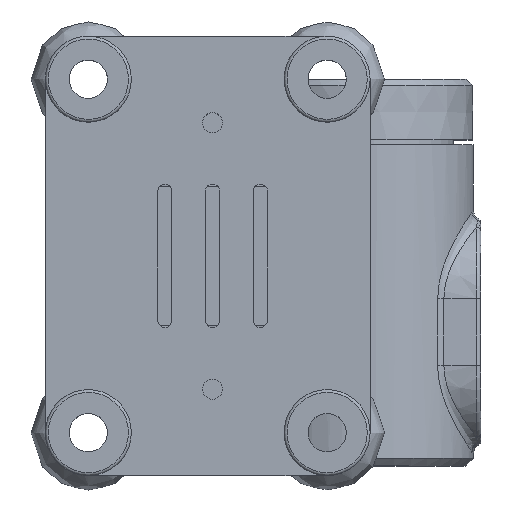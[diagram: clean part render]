
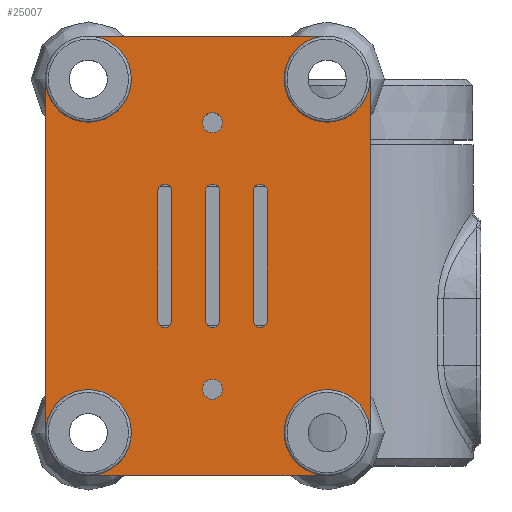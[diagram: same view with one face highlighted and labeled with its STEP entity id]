
A CAD part, top view. The second image highlights one B-rep face of the part: STEP entity #25007.
In plain terms, the highlighted planar face has unit normal (0, 0, 1).
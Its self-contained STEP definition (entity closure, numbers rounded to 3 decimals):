
#5115=LINE('',#89391,#10248);
#5116=LINE('',#89396,#10249);
#5117=LINE('',#89399,#10250);
#5118=LINE('',#89404,#10251);
#5119=LINE('',#89408,#10252);
#5120=LINE('',#89412,#10253);
#5121=LINE('',#89417,#10254);
#5122=LINE('',#89422,#10255);
#5123=LINE('',#89425,#10256);
#5124=LINE('',#89430,#10257);
#10248=VECTOR('',#72523,1.);
#10249=VECTOR('',#72526,1.);
#10250=VECTOR('',#72529,1.);
#10251=VECTOR('',#72532,1.);
#10252=VECTOR('',#72535,1.);
#10253=VECTOR('',#72538,1.);
#10254=VECTOR('',#72543,1.);
#10255=VECTOR('',#72546,1.);
#10256=VECTOR('',#72549,1.);
#10257=VECTOR('',#72552,1.);
#23171=PLANE('',#65906);
#25007=ADVANCED_FACE('',(#28177,#28178,#28179,#28180,#28181,#28182,#28183,
#28184,#28185,#28186),#23171,.T.);
#28177=FACE_BOUND('',#29182,.T.);
#28178=FACE_BOUND('',#29183,.T.);
#28179=FACE_BOUND('',#29184,.T.);
#28180=FACE_BOUND('',#29185,.T.);
#28181=FACE_BOUND('',#29186,.T.);
#28182=FACE_BOUND('',#29187,.T.);
#28183=FACE_BOUND('',#29188,.T.);
#28184=FACE_BOUND('',#29189,.T.);
#28185=FACE_BOUND('',#29190,.T.);
#28186=FACE_BOUND('',#29191,.T.);
#29182=EDGE_LOOP('',(#33668));
#29183=EDGE_LOOP('',(#33669));
#29184=EDGE_LOOP('',(#33670));
#29185=EDGE_LOOP('',(#33671));
#29186=EDGE_LOOP('',(#33672));
#29187=EDGE_LOOP('',(#33673,#33674,#33675,#33676));
#29188=EDGE_LOOP('',(#33677,#33678,#33679,#33680,#33681,#33682,#33683,#33684));
#29189=EDGE_LOOP('',(#33685));
#29190=EDGE_LOOP('',(#33686,#33687,#33688,#33689));
#29191=EDGE_LOOP('',(#33690,#33691,#33692,#33693));
#33668=ORIENTED_EDGE('',*,*,#55219,.F.);
#33669=ORIENTED_EDGE('',*,*,#55220,.F.);
#33670=ORIENTED_EDGE('',*,*,#55221,.T.);
#33671=ORIENTED_EDGE('',*,*,#55222,.T.);
#33672=ORIENTED_EDGE('',*,*,#55223,.T.);
#33673=ORIENTED_EDGE('',*,*,#55224,.F.);
#33674=ORIENTED_EDGE('',*,*,#55225,.F.);
#33675=ORIENTED_EDGE('',*,*,#55226,.F.);
#33676=ORIENTED_EDGE('',*,*,#55227,.F.);
#33677=ORIENTED_EDGE('',*,*,#55228,.T.);
#33678=ORIENTED_EDGE('',*,*,#55229,.T.);
#33679=ORIENTED_EDGE('',*,*,#55230,.T.);
#33680=ORIENTED_EDGE('',*,*,#55231,.T.);
#33681=ORIENTED_EDGE('',*,*,#55232,.T.);
#33682=ORIENTED_EDGE('',*,*,#55233,.T.);
#33683=ORIENTED_EDGE('',*,*,#55234,.T.);
#33684=ORIENTED_EDGE('',*,*,#55235,.T.);
#33685=ORIENTED_EDGE('',*,*,#55236,.F.);
#33686=ORIENTED_EDGE('',*,*,#55237,.F.);
#33687=ORIENTED_EDGE('',*,*,#55238,.F.);
#33688=ORIENTED_EDGE('',*,*,#55239,.F.);
#33689=ORIENTED_EDGE('',*,*,#55240,.F.);
#33690=ORIENTED_EDGE('',*,*,#55241,.F.);
#33691=ORIENTED_EDGE('',*,*,#55242,.F.);
#33692=ORIENTED_EDGE('',*,*,#55243,.F.);
#33693=ORIENTED_EDGE('',*,*,#55244,.F.);
#49488=VERTEX_POINT('',#89382);
#49489=VERTEX_POINT('',#89384);
#49490=VERTEX_POINT('',#89386);
#49491=VERTEX_POINT('',#89388);
#49492=VERTEX_POINT('',#89390);
#49493=VERTEX_POINT('',#89392);
#49494=VERTEX_POINT('',#89393);
#49495=VERTEX_POINT('',#89395);
#49496=VERTEX_POINT('',#89397);
#49497=VERTEX_POINT('',#89400);
#49498=VERTEX_POINT('',#89401);
#49499=VERTEX_POINT('',#89403);
#49500=VERTEX_POINT('',#89405);
#49501=VERTEX_POINT('',#89407);
#49502=VERTEX_POINT('',#89409);
#49503=VERTEX_POINT('',#89411);
#49504=VERTEX_POINT('',#89413);
#49505=VERTEX_POINT('',#89416);
#49506=VERTEX_POINT('',#89418);
#49507=VERTEX_POINT('',#89419);
#49508=VERTEX_POINT('',#89421);
#49509=VERTEX_POINT('',#89423);
#49510=VERTEX_POINT('',#89426);
#49511=VERTEX_POINT('',#89427);
#49512=VERTEX_POINT('',#89429);
#49513=VERTEX_POINT('',#89431);
#55219=EDGE_CURVE('',#49488,#49488,#62995,.T.);
#55220=EDGE_CURVE('',#49489,#49489,#62996,.T.);
#55221=EDGE_CURVE('',#49490,#49490,#62997,.T.);
#55222=EDGE_CURVE('',#49491,#49491,#62998,.T.);
#55223=EDGE_CURVE('',#49492,#49492,#62999,.T.);
#55224=EDGE_CURVE('',#49493,#49494,#5115,.T.);
#55225=EDGE_CURVE('',#49495,#49493,#63000,.T.);
#55226=EDGE_CURVE('',#49496,#49495,#5116,.T.);
#55227=EDGE_CURVE('',#49494,#49496,#63001,.T.);
#55228=EDGE_CURVE('',#49497,#49498,#5117,.T.);
#55229=EDGE_CURVE('',#49498,#49499,#63002,.T.);
#55230=EDGE_CURVE('',#49499,#49500,#5118,.T.);
#55231=EDGE_CURVE('',#49500,#49501,#63003,.T.);
#55232=EDGE_CURVE('',#49501,#49502,#5119,.T.);
#55233=EDGE_CURVE('',#49502,#49503,#63004,.T.);
#55234=EDGE_CURVE('',#49503,#49504,#5120,.T.);
#55235=EDGE_CURVE('',#49504,#49497,#63005,.T.);
#55236=EDGE_CURVE('',#49505,#49505,#63006,.T.);
#55237=EDGE_CURVE('',#49506,#49507,#5121,.T.);
#55238=EDGE_CURVE('',#49508,#49506,#63007,.T.);
#55239=EDGE_CURVE('',#49509,#49508,#5122,.T.);
#55240=EDGE_CURVE('',#49507,#49509,#63008,.T.);
#55241=EDGE_CURVE('',#49510,#49511,#5123,.T.);
#55242=EDGE_CURVE('',#49512,#49510,#63009,.T.);
#55243=EDGE_CURVE('',#49513,#49512,#5124,.T.);
#55244=EDGE_CURVE('',#49511,#49513,#63010,.T.);
#62995=CIRCLE('',#65890,3.);
#62996=CIRCLE('',#65891,3.);
#62997=CIRCLE('',#65892,3.);
#62998=CIRCLE('',#65893,3.);
#62999=CIRCLE('',#65894,1.05);
#63000=CIRCLE('',#65895,0.75);
#63001=CIRCLE('',#65896,0.75);
#63002=CIRCLE('',#65897,4.5);
#63003=CIRCLE('',#65898,4.5);
#63004=CIRCLE('',#65899,4.5);
#63005=CIRCLE('',#65900,4.5);
#63006=CIRCLE('',#65901,1.05);
#63007=CIRCLE('',#65902,0.75);
#63008=CIRCLE('',#65903,0.75);
#63009=CIRCLE('',#65904,0.75);
#63010=CIRCLE('',#65905,0.75);
#65890=AXIS2_PLACEMENT_3D('',#89381,#72513,#72514);
#65891=AXIS2_PLACEMENT_3D('',#89383,#72515,#72516);
#65892=AXIS2_PLACEMENT_3D('',#89385,#72517,#72518);
#65893=AXIS2_PLACEMENT_3D('',#89387,#72519,#72520);
#65894=AXIS2_PLACEMENT_3D('',#89389,#72521,#72522);
#65895=AXIS2_PLACEMENT_3D('',#89394,#72524,#72525);
#65896=AXIS2_PLACEMENT_3D('',#89398,#72527,#72528);
#65897=AXIS2_PLACEMENT_3D('',#89402,#72530,#72531);
#65898=AXIS2_PLACEMENT_3D('',#89406,#72533,#72534);
#65899=AXIS2_PLACEMENT_3D('',#89410,#72536,#72537);
#65900=AXIS2_PLACEMENT_3D('',#89414,#72539,#72540);
#65901=AXIS2_PLACEMENT_3D('',#89415,#72541,#72542);
#65902=AXIS2_PLACEMENT_3D('',#89420,#72544,#72545);
#65903=AXIS2_PLACEMENT_3D('',#89424,#72547,#72548);
#65904=AXIS2_PLACEMENT_3D('',#89428,#72550,#72551);
#65905=AXIS2_PLACEMENT_3D('',#89432,#72553,#72554);
#65906=AXIS2_PLACEMENT_3D('',#89433,#72555,#72556);
#72513=DIRECTION('',(0.,0.,1.));
#72514=DIRECTION('',(1.,0.,0.));
#72515=DIRECTION('',(0.,0.,1.));
#72516=DIRECTION('',(1.,0.,0.));
#72517=DIRECTION('',(0.,0.,-1.));
#72518=DIRECTION('',(1.,0.,0.));
#72519=DIRECTION('',(0.,0.,-1.));
#72520=DIRECTION('',(1.,0.,0.));
#72521=DIRECTION('',(0.,0.,-1.));
#72522=DIRECTION('',(1.,0.,0.));
#72523=DIRECTION('',(0.,-1.,0.));
#72524=DIRECTION('',(0.,0.,1.));
#72525=DIRECTION('',(1.,0.,0.));
#72526=DIRECTION('',(0.,1.,0.));
#72527=DIRECTION('',(0.,0.,1.));
#72528=DIRECTION('',(1.,0.,0.));
#72529=DIRECTION('',(0.,-1.,0.));
#72530=DIRECTION('',(0.,0.,1.));
#72531=DIRECTION('',(1.,0.,0.));
#72532=DIRECTION('',(1.,0.,0.));
#72533=DIRECTION('',(0.,0.,1.));
#72534=DIRECTION('',(1.,0.,0.));
#72535=DIRECTION('',(0.,1.,0.));
#72536=DIRECTION('',(0.,0.,1.));
#72537=DIRECTION('',(1.,0.,0.));
#72538=DIRECTION('',(-1.,0.,0.));
#72539=DIRECTION('',(0.,0.,1.));
#72540=DIRECTION('',(1.,0.,0.));
#72541=DIRECTION('',(0.,0.,1.));
#72542=DIRECTION('',(1.,0.,0.));
#72543=DIRECTION('',(0.,-1.,0.));
#72544=DIRECTION('',(0.,0.,1.));
#72545=DIRECTION('',(1.,0.,0.));
#72546=DIRECTION('',(0.,1.,0.));
#72547=DIRECTION('',(0.,0.,1.));
#72548=DIRECTION('',(1.,0.,0.));
#72549=DIRECTION('',(0.,-1.,0.));
#72550=DIRECTION('',(0.,0.,1.));
#72551=DIRECTION('',(1.,0.,0.));
#72552=DIRECTION('',(0.,1.,0.));
#72553=DIRECTION('',(0.,0.,1.));
#72554=DIRECTION('',(1.,0.,0.));
#72555=DIRECTION('',(0.,0.,1.));
#72556=DIRECTION('',(1.,0.,0.));
#89381=CARTESIAN_POINT('',(27.,-18.5,43.669));
#89382=CARTESIAN_POINT('',(30.,-18.5,43.669));
#89383=CARTESIAN_POINT('',(2.,18.5,43.669));
#89384=CARTESIAN_POINT('',(5.,18.5,43.669));
#89385=CARTESIAN_POINT('',(27.,18.5,43.669));
#89386=CARTESIAN_POINT('',(30.,18.5,43.669));
#89387=CARTESIAN_POINT('',(2.,-18.5,43.669));
#89388=CARTESIAN_POINT('',(5.,-18.5,43.669));
#89389=CARTESIAN_POINT('',(15.,13.95,43.669));
#89390=CARTESIAN_POINT('',(16.05,13.95,43.669));
#89391=CARTESIAN_POINT('',(19.25,-12.5,43.669));
#89392=CARTESIAN_POINT('',(19.25,6.75,43.669));
#89393=CARTESIAN_POINT('',(19.25,-6.75,43.669));
#89394=CARTESIAN_POINT('',(20.,6.75,43.669));
#89395=CARTESIAN_POINT('',(20.75,6.75,43.669));
#89396=CARTESIAN_POINT('',(20.75,-12.5,43.669));
#89397=CARTESIAN_POINT('',(20.75,-6.75,43.669));
#89398=CARTESIAN_POINT('',(20.,-6.75,43.669));
#89399=CARTESIAN_POINT('',(-2.5,-12.5,43.669));
#89400=CARTESIAN_POINT('',(-2.5,18.5,43.669));
#89401=CARTESIAN_POINT('',(-2.5,-18.5,43.669));
#89402=CARTESIAN_POINT('',(2.,-18.5,43.669));
#89403=CARTESIAN_POINT('',(2.,-23.,43.669));
#89404=CARTESIAN_POINT('',(5.,-23.,43.669));
#89405=CARTESIAN_POINT('',(27.,-23.,43.669));
#89406=CARTESIAN_POINT('',(27.,-18.5,43.669));
#89407=CARTESIAN_POINT('',(31.5,-18.5,43.669));
#89408=CARTESIAN_POINT('',(31.5,-12.5,43.669));
#89409=CARTESIAN_POINT('',(31.5,18.5,43.669));
#89410=CARTESIAN_POINT('',(27.,18.5,43.669));
#89411=CARTESIAN_POINT('',(27.,23.,43.669));
#89412=CARTESIAN_POINT('',(5.,23.,43.669));
#89413=CARTESIAN_POINT('',(2.,23.,43.669));
#89414=CARTESIAN_POINT('',(2.,18.5,43.669));
#89415=CARTESIAN_POINT('',(15.,-13.95,43.669));
#89416=CARTESIAN_POINT('',(16.05,-13.95,43.669));
#89417=CARTESIAN_POINT('',(14.25,-12.5,43.669));
#89418=CARTESIAN_POINT('',(14.25,6.75,43.669));
#89419=CARTESIAN_POINT('',(14.25,-6.75,43.669));
#89420=CARTESIAN_POINT('',(15.,6.75,43.669));
#89421=CARTESIAN_POINT('',(15.75,6.75,43.669));
#89422=CARTESIAN_POINT('',(15.75,-12.5,43.669));
#89423=CARTESIAN_POINT('',(15.75,-6.75,43.669));
#89424=CARTESIAN_POINT('',(15.,-6.75,43.669));
#89425=CARTESIAN_POINT('',(9.25,-12.5,43.669));
#89426=CARTESIAN_POINT('',(9.25,6.75,43.669));
#89427=CARTESIAN_POINT('',(9.25,-6.75,43.669));
#89428=CARTESIAN_POINT('',(10.,6.75,43.669));
#89429=CARTESIAN_POINT('',(10.75,6.75,43.669));
#89430=CARTESIAN_POINT('',(10.75,-12.5,43.669));
#89431=CARTESIAN_POINT('',(10.75,-6.75,43.669));
#89432=CARTESIAN_POINT('',(10.,-6.75,43.669));
#89433=CARTESIAN_POINT('',(5.,-12.5,43.669));
